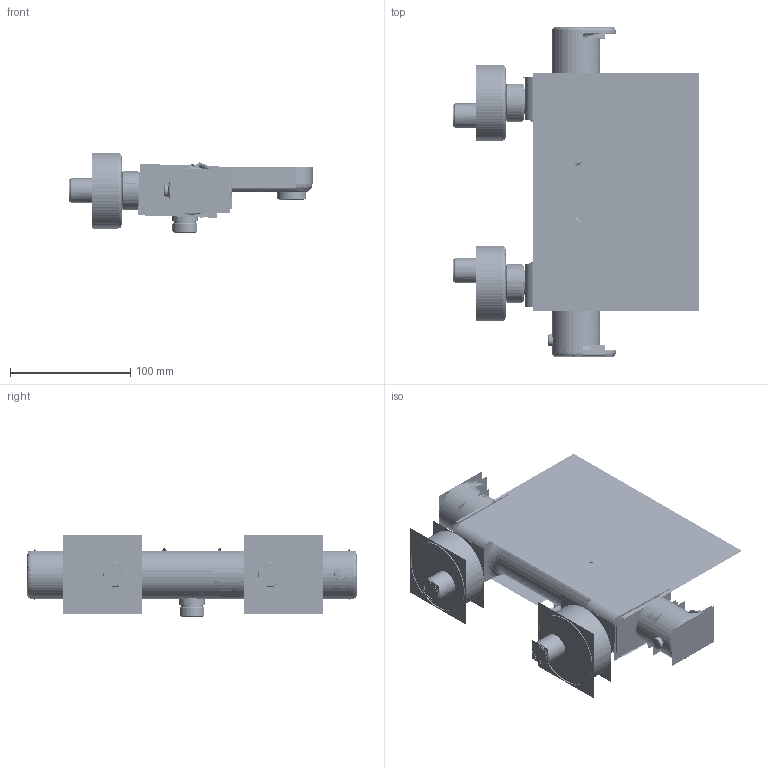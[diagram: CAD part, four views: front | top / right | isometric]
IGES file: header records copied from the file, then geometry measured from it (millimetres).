
Start section:  PTC IGES file: h3t21015_pieno_asm.igs
Global section: file name: h3t21015_pieno_asm.igs; native system: Pro/ENGINEER by Parametric Technology Corporation; preprocessor: 2004280; author: AdrianoZ; organization: Unknown; date: 071020.142909; units: millimetre
Bounding box: 203.53 x 273.1 x 67.82 mm (x, y, z)
Volume: 524925.7 mm3; surface area: 1139094.7 mm2
Topology: 27 solids, 45 shells, 7678 faces, 39386 edges, 49527 vertices
Faces by surface type: bspline 4174, revolution 3496, extrusion 8
